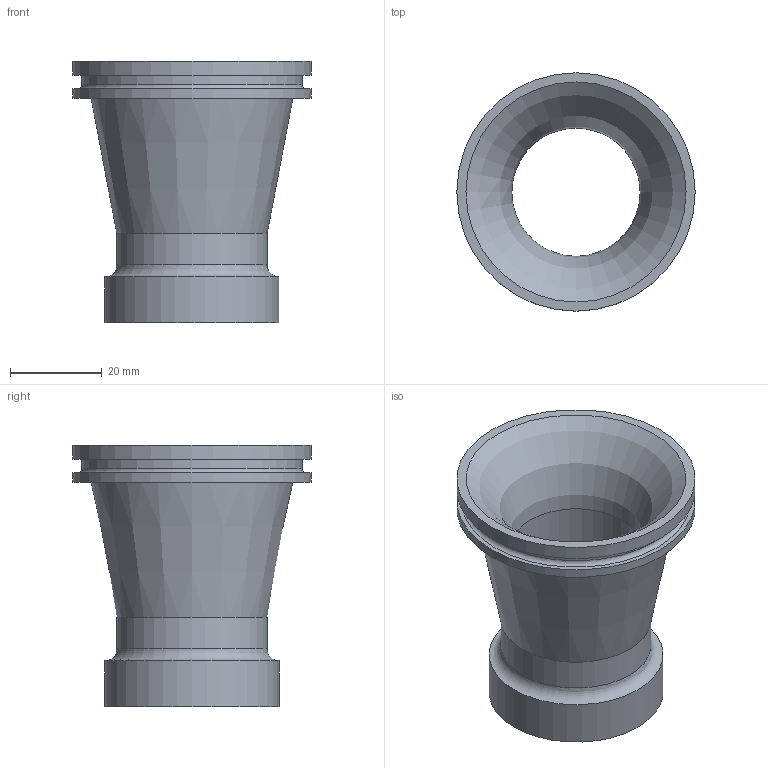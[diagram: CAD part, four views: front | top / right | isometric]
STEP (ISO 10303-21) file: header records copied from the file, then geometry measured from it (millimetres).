
FILE_DESCRIPTION(/* description */ (''),/* implementation_level */ '2;1');
FILE_NAME(/* name */ 'Cornet PHBG 21 LT3.step',/* time_stamp */ '2021-04-11T14:41:18+02:00',/* author */ (''),/* organization */ (''),/* preprocessor_version */ 'ST-DEVELOPER v18.1',/* originating_system */ 'Autodesk Translation Framework v10.6.0.1341',/* authorisation */ '');
FILE_SCHEMA (('AUTOMOTIVE_DESIGN { 1 0 10303 214 3 1 1 }'));
Length unit declared in the file: millimetre
Products named in the file (2): (Non enregistré); Cornet PHBG 21 LT3
Assembly tree (1 placements, depth 2):
  (Non enregistré)
    Cornet PHBG 21 LT3
Bounding box: 52 x 52 x 57 mm (x, y, z)
Volume: 27735.8 mm3; surface area: 15779.9 mm2
Topology: 1 solids, 1 shells, 37 faces, 89 edges, 58 vertices
Faces by surface type: cylinder 25, plane 6, torus 3, bspline 2, cone 1
Full cylindrical faces by diameter (mm): 28 x1, 30.779 x7, 32.175 x7, 32.8 x1, 48 x1, 52 x2
Entity records: 3366 total; most frequent: CARTESIAN_POINT 2509, ORIENTED_EDGE 178, DIRECTION 148, EDGE_CURVE 89, AXIS2_PLACEMENT_3D 62, VERTEX_POINT 58, EDGE_LOOP 43, B_SPLINE_CURVE_WITH_KNOTS 41
